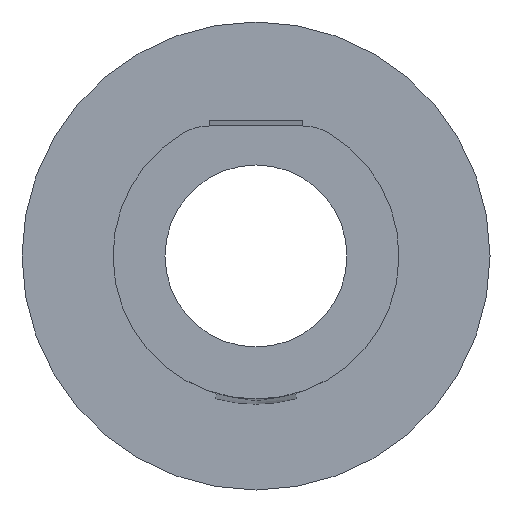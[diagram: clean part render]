
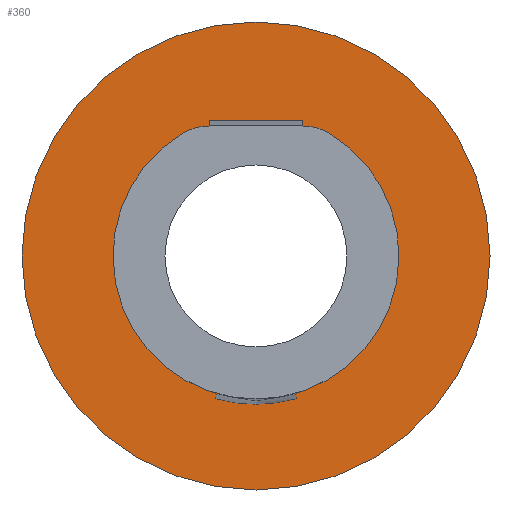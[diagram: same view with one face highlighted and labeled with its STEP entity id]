
A CAD part, front view. The second image highlights one B-rep face of the part: STEP entity #360.
In plain terms, the highlighted planar face has unit normal (0, -1, 0).
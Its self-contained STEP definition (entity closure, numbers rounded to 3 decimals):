
#7 = EDGE_CURVE ( 'NONE', #101, #805, #377, .T. ) ;
#17 = EDGE_CURVE ( 'NONE', #805, #101, #714, .T. ) ;
#37 = ORIENTED_EDGE ( 'NONE', *, *, #7, .F. ) ;
#52 = ORIENTED_EDGE ( 'NONE', *, *, #335, .T. ) ;
#53 = CARTESIAN_POINT ( 'NONE',  ( 1.803, 8., 5. ) ) ;
#60 = DIRECTION ( 'NONE',  ( 0., 1., 0. ) ) ;
#74 = AXIS2_PLACEMENT_3D ( 'NONE', #412, #223, #293 ) ;
#92 = AXIS2_PLACEMENT_3D ( 'NONE', #119, #60, #751 ) ;
#101 = VERTEX_POINT ( 'NONE', #775 ) ;
#119 = CARTESIAN_POINT ( 'NONE',  ( 0., 8., 0. ) ) ;
#149 = DIRECTION ( 'NONE',  ( 0., 1., 0. ) ) ;
#154 = LINE ( 'NONE', #163, #617 ) ;
#155 = CIRCLE ( 'NONE', #230, 5.5 ) ;
#158 = DIRECTION ( 'NONE',  ( 0., 1., 0. ) ) ;
#160 = DIRECTION ( 'NONE',  ( 1., 0., 0. ) ) ;
#163 = CARTESIAN_POINT ( 'NONE',  ( 1.803, 8., 5. ) ) ;
#173 = AXIS2_PLACEMENT_3D ( 'NONE', #790, #671, #602 ) ;
#175 = CIRCLE ( 'NONE', #494, 2. ) ;
#186 = AXIS2_PLACEMENT_3D ( 'NONE', #374, #570, #366 ) ;
#199 = FACE_OUTER_BOUND ( 'NONE', #461, .T. ) ;
#205 = CARTESIAN_POINT ( 'NONE',  ( 0., 8., 9. ) ) ;
#208 = FACE_BOUND ( 'NONE', #402, .T. ) ;
#210 = ORIENTED_EDGE ( 'NONE', *, *, #17, .F. ) ;
#218 = CARTESIAN_POINT ( 'NONE',  ( -2.833, 8., 4.714 ) ) ;
#223 = DIRECTION ( 'NONE',  ( 0., 1., 0. ) ) ;
#228 = CARTESIAN_POINT ( 'NONE',  ( -1.803, 8., 3. ) ) ;
#230 = AXIS2_PLACEMENT_3D ( 'NONE', #396, #149, #591 ) ;
#236 = VERTEX_POINT ( 'NONE', #218 ) ;
#275 = CIRCLE ( 'NONE', #635, 5.5 ) ;
#293 = DIRECTION ( 'NONE',  ( 0., 0., 1. ) ) ;
#306 = ORIENTED_EDGE ( 'NONE', *, *, #456, .T. ) ;
#335 = EDGE_CURVE ( 'NONE', #780, #736, #155, .T. ) ;
#356 = ORIENTED_EDGE ( 'NONE', *, *, #738, .T. ) ;
#360 = ADVANCED_FACE ( 'NONE', ( #208, #199 ), #408, .F. ) ;
#366 = DIRECTION ( 'NONE',  ( 0., 0., 1. ) ) ;
#374 = CARTESIAN_POINT ( 'NONE',  ( 0., 8., 0. ) ) ;
#375 = CARTESIAN_POINT ( 'NONE',  ( 0., 8., 0. ) ) ;
#377 = CIRCLE ( 'NONE', #92, 9. ) ;
#384 = EDGE_CURVE ( 'NONE', #541, #780, #514, .T. ) ;
#391 = ORIENTED_EDGE ( 'NONE', *, *, #407, .T. ) ;
#396 = CARTESIAN_POINT ( 'NONE',  ( 0., 8., 0. ) ) ;
#402 = EDGE_LOOP ( 'NONE', ( #391, #700, #52, #356, #306 ) ) ;
#407 = EDGE_CURVE ( 'NONE', #754, #541, #154, .T. ) ;
#408 = PLANE ( 'NONE',  #74 ) ;
#412 = CARTESIAN_POINT ( 'NONE',  ( 0., 8., 0. ) ) ;
#456 = EDGE_CURVE ( 'NONE', #236, #754, #175, .T. ) ;
#461 = EDGE_LOOP ( 'NONE', ( #210, #37 ) ) ;
#494 = AXIS2_PLACEMENT_3D ( 'NONE', #228, #158, #544 ) ;
#514 = CIRCLE ( 'NONE', #173, 2. ) ;
#541 = VERTEX_POINT ( 'NONE', #53 ) ;
#544 = DIRECTION ( 'NONE',  ( 0., 0., 1. ) ) ;
#568 = DIRECTION ( 'NONE',  ( 0., 1., 0. ) ) ;
#570 = DIRECTION ( 'NONE',  ( 0., 1., 0. ) ) ;
#591 = DIRECTION ( 'NONE',  ( 0., 0., 1. ) ) ;
#602 = DIRECTION ( 'NONE',  ( 0., 0., 1. ) ) ;
#617 = VECTOR ( 'NONE', #160, 1000. ) ;
#626 = CARTESIAN_POINT ( 'NONE',  ( -1.803, 8., 5. ) ) ;
#628 = CARTESIAN_POINT ( 'NONE',  ( 2.833, 8., 4.714 ) ) ;
#635 = AXIS2_PLACEMENT_3D ( 'NONE', #375, #568, #752 ) ;
#671 = DIRECTION ( 'NONE',  ( 0., 1., 0. ) ) ;
#686 = CARTESIAN_POINT ( 'NONE',  ( 0., 8., -5.5 ) ) ;
#700 = ORIENTED_EDGE ( 'NONE', *, *, #384, .T. ) ;
#714 = CIRCLE ( 'NONE', #186, 9. ) ;
#736 = VERTEX_POINT ( 'NONE', #686 ) ;
#738 = EDGE_CURVE ( 'NONE', #736, #236, #275, .T. ) ;
#751 = DIRECTION ( 'NONE',  ( 0., 0., 1. ) ) ;
#752 = DIRECTION ( 'NONE',  ( 0., 0., 1. ) ) ;
#754 = VERTEX_POINT ( 'NONE', #626 ) ;
#775 = CARTESIAN_POINT ( 'NONE',  ( 0., 8., -9. ) ) ;
#780 = VERTEX_POINT ( 'NONE', #628 ) ;
#790 = CARTESIAN_POINT ( 'NONE',  ( 1.803, 8., 3. ) ) ;
#805 = VERTEX_POINT ( 'NONE', #205 ) ;
